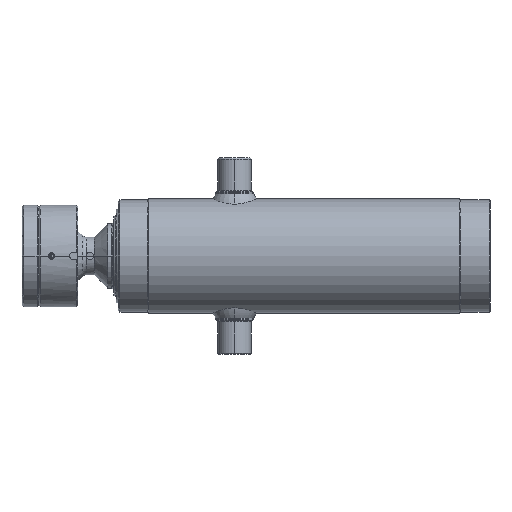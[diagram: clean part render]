
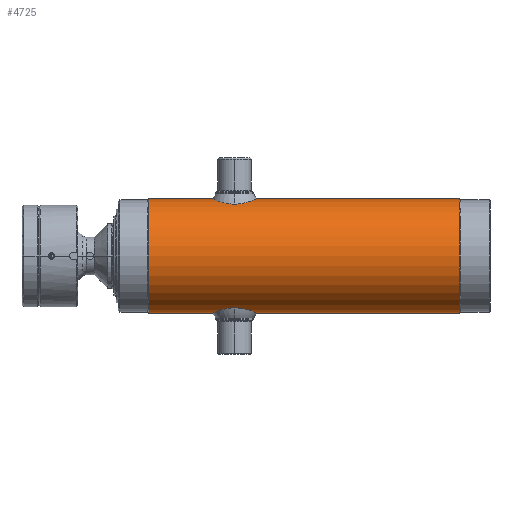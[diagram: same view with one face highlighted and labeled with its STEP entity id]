
A CAD part, left-side view. The second image highlights one B-rep face of the part: STEP entity #4725.
In plain terms, the highlighted cylindrical face has radius 75.75 mm (diameter 151.5 mm), a partial arc.
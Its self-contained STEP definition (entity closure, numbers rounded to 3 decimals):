
#11 = VERTEX_POINT ( 'NONE', #2591 ) ;
#99 = CARTESIAN_POINT ( 'NONE',  ( -5.8, 337.452, 75.528 ) ) ;
#314 = CARTESIAN_POINT ( 'NONE',  ( -5.394, 336.343, 75.558 ) ) ;
#447 = EDGE_CURVE ( 'NONE', #11, #7548, #9160, .T. ) ;
#560 = CARTESIAN_POINT ( 'NONE',  ( 0., 522.61, 75.75 ) ) ;
#727 = EDGE_CURVE ( 'NONE', #2666, #4480, #3879, .T. ) ;
#749 = CARTESIAN_POINT ( 'NONE',  ( -2.656, 344.394, 75.704 ) ) ;
#794 = CARTESIAN_POINT ( 'NONE',  ( -3.004, 344.209, 75.691 ) ) ;
#855 = CARTESIAN_POINT ( 'NONE',  ( -0.781, 344.962, 75.747 ) ) ;
#913 = CARTESIAN_POINT ( 'NONE',  ( -6., 338.609, 75.512 ) ) ;
#1006 = CARTESIAN_POINT ( 'NONE',  ( 0., 333., 75.75 ) ) ;
#1125 = CARTESIAN_POINT ( 'NONE',  ( -0.397, 333., 75.75 ) ) ;
#1276 = EDGE_CURVE ( 'NONE', #8076, #6192, #8710, .T. ) ;
#1707 = DIRECTION ( 'NONE',  ( 0., 1., 0. ) ) ;
#1721 = CARTESIAN_POINT ( 'NONE',  ( -5.961, 339.79, 75.515 ) ) ;
#1766 = CARTESIAN_POINT ( 'NONE',  ( 0., 522.61, -75.75 ) ) ;
#1917 = DIRECTION ( 'NONE',  ( 0., 0., 1. ) ) ;
#1946 = CARTESIAN_POINT ( 'NONE',  ( -3.006, 333.804, 75.691 ) ) ;
#2138 = ORIENTED_EDGE ( 'NONE', *, *, #1276, .T. ) ;
#2505 = DIRECTION ( 'NONE',  ( 0., 1., 0. ) ) ;
#2591 = CARTESIAN_POINT ( 'NONE',  ( 0., 40., -75.75 ) ) ;
#2611 = CARTESIAN_POINT ( 'NONE',  ( 0., 522.61, 0. ) ) ;
#2666 = VERTEX_POINT ( 'NONE', #3747 ) ;
#2820 = DIRECTION ( 'NONE',  ( 0., 1., 0. ) ) ;
#3113 = EDGE_CURVE ( 'NONE', #7548, #6192, #10408, .T. ) ;
#3211 = CARTESIAN_POINT ( 'NONE',  ( -4.77, 342.661, 75.6 ) ) ;
#3265 = CARTESIAN_POINT ( 'NONE',  ( -5.798, 340.556, 75.528 ) ) ;
#3308 = CARTESIAN_POINT ( 'NONE',  ( 0., 40., 0. ) ) ;
#3378 = AXIS2_PLACEMENT_3D ( 'NONE', #2611, #2820, #1917 ) ;
#3587 = CARTESIAN_POINT ( 'NONE',  ( -3.176, 333.906, 75.684 ) ) ;
#3590 = ORIENTED_EDGE ( 'NONE', *, *, #4413, .T. ) ;
#3747 = CARTESIAN_POINT ( 'NONE',  ( 0., 40., 75.75 ) ) ;
#3879 = LINE ( 'NONE', #560, #6910 ) ;
#4066 = CARTESIAN_POINT ( 'NONE',  ( -4.516, 342.969, 75.616 ) ) ;
#4070 = EDGE_CURVE ( 'NONE', #8076, #4480, #5797, .T. ) ;
#4123 = CARTESIAN_POINT ( 'NONE',  ( -1.554, 344.799, 75.734 ) ) ;
#4179 = CARTESIAN_POINT ( 'NONE',  ( -5.962, 338.218, 75.515 ) ) ;
#4287 = CARTESIAN_POINT ( 'NONE',  ( -4.775, 335.346, 75.6 ) ) ;
#4413 = EDGE_CURVE ( 'NONE', #11, #2666, #9672, .T. ) ;
#4480 = VERTEX_POINT ( 'NONE', #1006 ) ;
#4725 = ADVANCED_FACE ( 'NONE', ( #6087 ), #7546, .T. ) ;
#4911 = DIRECTION ( 'NONE',  ( 0., 0., 1. ) ) ;
#4971 = DIRECTION ( 'NONE',  ( 0., 1., 0. ) ) ;
#4975 = DIRECTION ( 'NONE',  ( 0., 0., 1. ) ) ;
#4987 = CARTESIAN_POINT ( 'NONE',  ( -6., 339.401, 75.512 ) ) ;
#5050 = AXIS2_PLACEMENT_3D ( 'NONE', #3308, #1707, #4975 ) ;
#5256 = CARTESIAN_POINT ( 'NONE',  ( 0., 333., 75.75 ) ) ;
#5343 = ORIENTED_EDGE ( 'NONE', *, *, #727, .T. ) ;
#5348 = EDGE_LOOP ( 'NONE', ( #6212, #3590, #5343, #8045, #2138, #6336 ) ) ;
#5797 = B_SPLINE_CURVE_WITH_KNOTS ( 'NONE', 3,
 ( #7515, #8909, #855, #6652, #4123, #9127, #8271, #749, #794, #7304, #10564, #4066, #3211, #7356, #7417, #10620, #9063, #3265, #6549, #1721, #4987, #913, #4179, #7464, #99, #10081, #6972, #314, #6767, #4287, #7730, #7780, #6815, #3587, #1946, #5959, #7674, #9174, #10233, #10185, #1125, #5256 ),
 .UNSPECIFIED., .F., .F.,
 ( 4, 2, 2, 2, 2, 2, 2, 2, 2, 2, 2, 2, 2, 2, 2, 2, 2, 2, 2, 2, 4 ),
 ( 0.019, 0.02, 0.021, 0.021, 0.022, 0.023, 0.025, 0.026, 0.026, 0.027, 0.028, 0.029, 0.03, 0.03, 0.032, 0.033, 0.034, 0.035, 0.035, 0.036, 0.038 ),
 .UNSPECIFIED. ) ;
#5959 = CARTESIAN_POINT ( 'NONE',  ( -2.66, 333.618, 75.703 ) ) ;
#6087 = FACE_OUTER_BOUND ( 'NONE', #5348, .T. ) ;
#6192 = VERTEX_POINT ( 'NONE', #7747 ) ;
#6212 = ORIENTED_EDGE ( 'NONE', *, *, #447, .F. ) ;
#6336 = ORIENTED_EDGE ( 'NONE', *, *, #3113, .F. ) ;
#6549 = CARTESIAN_POINT ( 'NONE',  ( -5.846, 340.366, 75.524 ) ) ;
#6652 = CARTESIAN_POINT ( 'NONE',  ( -1.361, 344.847, 75.738 ) ) ;
#6761 = CARTESIAN_POINT ( 'NONE',  ( 0., 453., -75.75 ) ) ;
#6767 = CARTESIAN_POINT ( 'NONE',  ( -5.21, 335.998, 75.571 ) ) ;
#6815 = CARTESIAN_POINT ( 'NONE',  ( -3.667, 334.235, 75.662 ) ) ;
#6910 = VECTOR ( 'NONE', #10590, 1000. ) ;
#6972 = CARTESIAN_POINT ( 'NONE',  ( -5.62, 336.888, 75.541 ) ) ;
#7103 = CARTESIAN_POINT ( 'NONE',  ( 0., 522.61, 75.75 ) ) ;
#7243 = VECTOR ( 'NONE', #10317, 1000. ) ;
#7304 = CARTESIAN_POINT ( 'NONE',  ( -3.661, 343.77, 75.662 ) ) ;
#7332 = AXIS2_PLACEMENT_3D ( 'NONE', #7341, #4971, #4911 ) ;
#7341 = CARTESIAN_POINT ( 'NONE',  ( 0., 453., 0. ) ) ;
#7356 = CARTESIAN_POINT ( 'NONE',  ( -5.206, 342.009, 75.571 ) ) ;
#7417 = CARTESIAN_POINT ( 'NONE',  ( -5.39, 341.665, 75.558 ) ) ;
#7464 = CARTESIAN_POINT ( 'NONE',  ( -5.848, 337.643, 75.524 ) ) ;
#7515 = CARTESIAN_POINT ( 'NONE',  ( 0., 345., 75.75 ) ) ;
#7546 = CYLINDRICAL_SURFACE ( 'NONE', #3378, 75.75 ) ;
#7548 = VERTEX_POINT ( 'NONE', #6761 ) ;
#7674 = CARTESIAN_POINT ( 'NONE',  ( -2.483, 333.534, 75.71 ) ) ;
#7730 = CARTESIAN_POINT ( 'NONE',  ( -4.522, 335.037, 75.615 ) ) ;
#7747 = CARTESIAN_POINT ( 'NONE',  ( 0., 453., 75.75 ) ) ;
#7780 = CARTESIAN_POINT ( 'NONE',  ( -3.969, 334.483, 75.646 ) ) ;
#8045 = ORIENTED_EDGE ( 'NONE', *, *, #4070, .F. ) ;
#8076 = VERTEX_POINT ( 'NONE', #9938 ) ;
#8271 = CARTESIAN_POINT ( 'NONE',  ( -2.114, 344.619, 75.721 ) ) ;
#8710 = LINE ( 'NONE', #7103, #7243 ) ;
#8909 = CARTESIAN_POINT ( 'NONE',  ( -0.392, 345., 75.75 ) ) ;
#9063 = CARTESIAN_POINT ( 'NONE',  ( -5.683, 340.933, 75.537 ) ) ;
#9127 = CARTESIAN_POINT ( 'NONE',  ( -1.93, 344.685, 75.726 ) ) ;
#9160 = LINE ( 'NONE', #1766, #10396 ) ;
#9174 = CARTESIAN_POINT ( 'NONE',  ( -1.942, 333.309, 75.726 ) ) ;
#9672 = CIRCLE ( 'NONE', #5050, 75.75 ) ;
#9938 = CARTESIAN_POINT ( 'NONE',  ( 0., 345., 75.75 ) ) ;
#10081 = CARTESIAN_POINT ( 'NONE',  ( -5.686, 337.076, 75.536 ) ) ;
#10185 = CARTESIAN_POINT ( 'NONE',  ( -0.789, 333.039, 75.747 ) ) ;
#10233 = CARTESIAN_POINT ( 'NONE',  ( -1.565, 333.194, 75.735 ) ) ;
#10317 = DIRECTION ( 'NONE',  ( 0., 1., 0. ) ) ;
#10396 = VECTOR ( 'NONE', #2505, 1000. ) ;
#10408 = CIRCLE ( 'NONE', #7332, 75.75 ) ;
#10564 = CARTESIAN_POINT ( 'NONE',  ( -3.963, 343.522, 75.647 ) ) ;
#10590 = DIRECTION ( 'NONE',  ( 0., 1., 0. ) ) ;
#10620 = CARTESIAN_POINT ( 'NONE',  ( -5.616, 341.12, 75.542 ) ) ;
